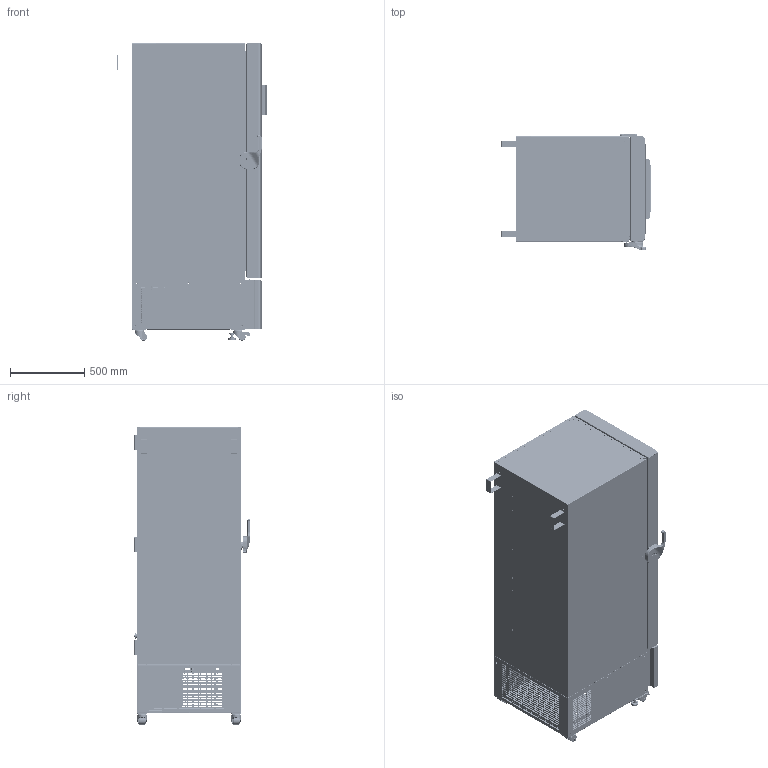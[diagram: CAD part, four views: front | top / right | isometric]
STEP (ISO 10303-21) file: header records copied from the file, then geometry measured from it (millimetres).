
FILE_DESCRIPTION(/* description */ (''),/* implementation_level */ '2;1');
FILE_NAME(/* name */ 'ULTU 400.stp',/* time_stamp */ '2023-08-28T09:38:26+02:00',/* author */ ('a.janisz'),/* organization */ (''),/* preprocessor_version */ 'ST-DEVELOPER v19',/* originating_system */ 'Autodesk Inventor 2023',/* authorisation */ '');
FILE_SCHEMA (('AUTOMOTIVE_DESIGN { 1 0 10303 214 3 1 1 }'));
Products named in the file (1): ULTU 400
Bounding box: 1005.5 x 786.5 x 2000.99 mm (x, y, z)
Volume: 59457997.2 mm3; surface area: 31571096 mm2
Topology: 9 solids, 57 shells, 11024 faces, 29073 edges, 18305 vertices
Faces by surface type: plane 6254, cylinder 3676, bspline 715, torus 187, cone 131, sphere 61
Full cylindrical faces by diameter (mm): 1.2 x2, 1.6 x2, 2 x22, 3.1 x18, 3.2 x85, 3.3 x25, 3.356 x21, 3.5 x4, 3.6 x4, 3.8 x32, 3.927 x21, 4 x14, 4.086 x42, 4.1 x18, 4.2 x1, 5 x36, 5.1 x4, 5.319 x3, 5.5 x13, 6 x12, 6.1 x1, 6.45 x2, 6.5 x8, 6.85 x2, 7 x3, 7.1 x28, 7.4 x3, 7.5 x4, 7.727 x4, 8 x39
Entity records: 451870 total; most frequent: CARTESIAN_POINT 168536, ORIENTED_EDGE 58256, DIRECTION 53805, EDGE_CURVE 29128, LINE 19115, VECTOR 19115, VERTEX_POINT 18307, AXIS2_PLACEMENT_3D 17345
